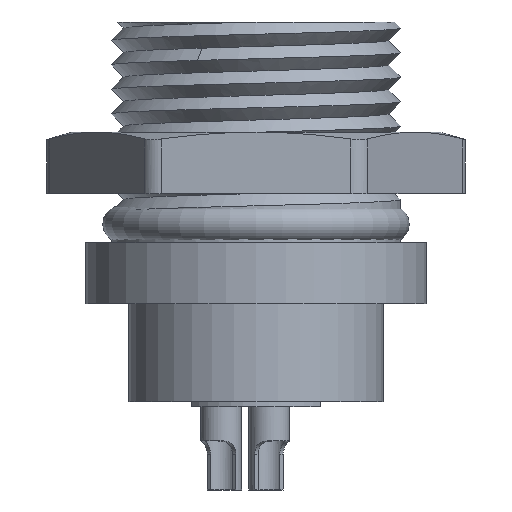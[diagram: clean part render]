
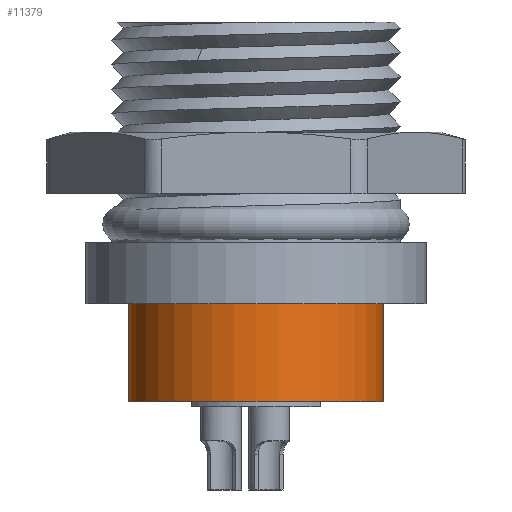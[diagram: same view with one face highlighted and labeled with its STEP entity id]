
A CAD part, front view. The second image highlights one B-rep face of the part: STEP entity #11379.
In plain terms, the highlighted cylindrical face has radius 5.2 mm (diameter 10.4 mm), a full revolution.
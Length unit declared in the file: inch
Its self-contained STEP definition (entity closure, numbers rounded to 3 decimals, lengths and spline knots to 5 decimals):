
#34 = CARTESIAN_POINT ( 'NONE',  ( 0., 0., 0. ) ) ;
#985 = EDGE_CURVE ( 'NONE', #16225, #16225, #16768, .T. ) ;
#2545 = AXIS2_PLACEMENT_3D ( 'NONE', #5285, #8168, #10928 ) ;
#3325 = FACE_OUTER_BOUND ( 'NONE', #11528, .T. ) ;
#4626 = CARTESIAN_POINT ( 'NONE',  ( 0., 0., 0.15748 ) ) ;
#5285 = CARTESIAN_POINT ( 'NONE',  ( 0., 0., 0. ) ) ;
#5581 = EDGE_CURVE ( 'NONE', #11228, #11228, #11171, .T. ) ;
#5596 = DIRECTION ( 'NONE',  ( 0., 0., 1. ) ) ;
#6629 = FACE_OUTER_BOUND ( 'NONE', #8011, .T. ) ;
#7746 = ORIENTED_EDGE ( 'NONE', *, *, #985, .T. ) ;
#8011 = EDGE_LOOP ( 'NONE', ( #7746 ) ) ;
#8168 = DIRECTION ( 'NONE',  ( 0., 0., 1. ) ) ;
#8266 = ORIENTED_EDGE ( 'NONE', *, *, #5581, .T. ) ;
#9965 = AXIS2_PLACEMENT_3D ( 'NONE', #34, #5596, #18042 ) ;
#9974 = DIRECTION ( 'NONE',  ( 0., -1., 0. ) ) ;
#10928 = DIRECTION ( 'NONE',  ( 0., -1., 0. ) ) ;
#11171 = CIRCLE ( 'NONE', #13880, 0.20472 ) ;
#11228 = VERTEX_POINT ( 'NONE', #13854 ) ;
#11379 = ADVANCED_FACE ( 'NONE', ( #3325, #6629 ), #15255, .T. ) ;
#11528 = EDGE_LOOP ( 'NONE', ( #8266 ) ) ;
#12628 = CARTESIAN_POINT ( 'NONE',  ( 0., -0.20472, 0. ) ) ;
#12903 = DIRECTION ( 'NONE',  ( 0., 0., -1. ) ) ;
#13854 = CARTESIAN_POINT ( 'NONE',  ( 0., -0.20472, 0.15748 ) ) ;
#13880 = AXIS2_PLACEMENT_3D ( 'NONE', #4626, #12903, #9974 ) ;
#15255 = CYLINDRICAL_SURFACE ( 'NONE', #9965, 0.20472 ) ;
#16225 = VERTEX_POINT ( 'NONE', #12628 ) ;
#16768 = CIRCLE ( 'NONE', #2545, 0.20472 ) ;
#18042 = DIRECTION ( 'NONE',  ( 0., -1., 0. ) ) ;
